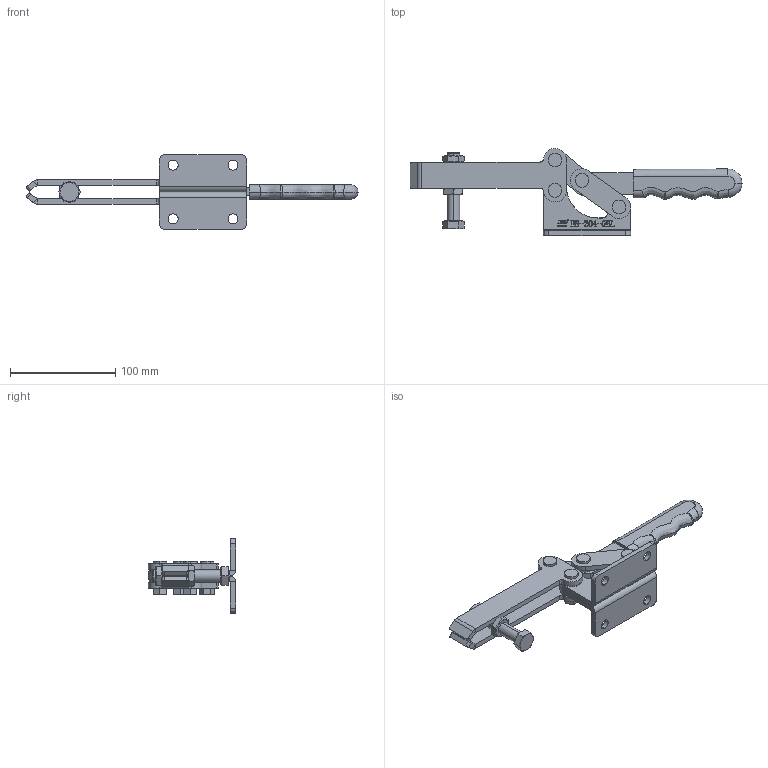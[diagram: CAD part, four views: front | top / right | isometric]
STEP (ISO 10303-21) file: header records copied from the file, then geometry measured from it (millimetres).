
FILE_DESCRIPTION (( 'STEP AP203' ), '1' );
FILE_NAME ('HS-204-GBL 装配体.STEP', '2018-12-07T03:41:41', ( 'PCOS' ), ( '微软中国' ), 'SwSTEP 2.0', 'SolidWorks 2012', '' );
FILE_SCHEMA (( 'CONFIG_CONTROL_DESIGN' ));
Length unit declared in the file: millimetre
Products named in the file (12): HS-204-GBL 蚾饜极; hex thin nuts-grades ab-chamfered gb_GB_FASTENER_NUT_STNAB M12-N; hexagon head bolts-full thread gb_GB_FASTENER_BOLT_STBAB A M12X65-N; 揤參; 种; 忒梟; 忒參; 蟀裝; 菜え1; 菜え; 菁釱酘; 菁釱衵
Assembly tree (23 placements, depth 2):
  HS-204-GBL 蚾饜极
    菁釱衵
    菁釱酘
    菜え  x4
    菜え1  x4
    蟀裝  x2
    忒參
    忒梟
    种  x4
    揤參  x2
    hexagon head bolts-full thread gb_GB_FASTENER_BOLT_STBAB A M12X65-N
    hex thin nuts-grades ab-chamfered gb_GB_FASTENER_NUT_STNAB M12-N  x2
Bounding box: 315.98 x 82.94 x 71 mm (x, y, z)
Volume: 175028.7 mm3; surface area: 81997.5 mm2
Topology: 23 solids, 23 shells, 746 faces, 1897 edges, 1234 vertices
Faces by surface type: plane 378, cylinder 169, bspline 153, cone 26, torus 20
Entity records: 32853 total; most frequent: CARTESIAN_POINT 17182, ORIENTED_EDGE 3164, DIRECTION 2443, EDGE_CURVE 1582, VERTEX_POINT 1036, LINE 967, VECTOR 967, AXIS2_PLACEMENT_3D 738
